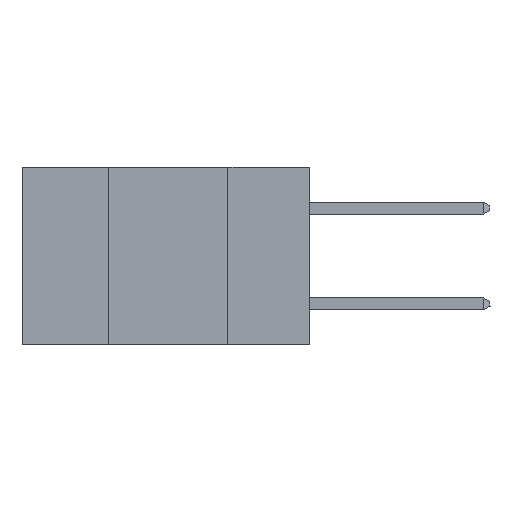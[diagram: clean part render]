
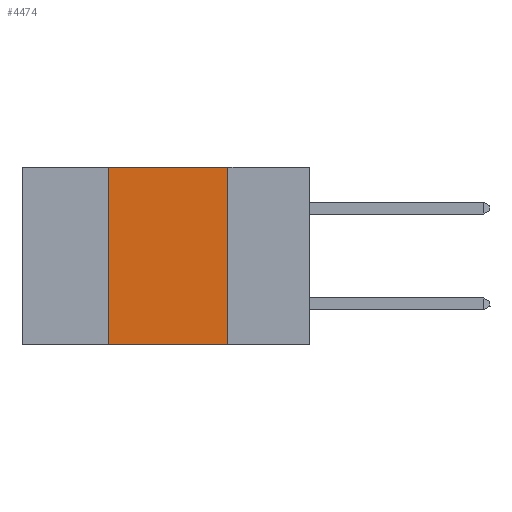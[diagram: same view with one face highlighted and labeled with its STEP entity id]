
A CAD part, left-side view. The second image highlights one B-rep face of the part: STEP entity #4474.
In plain terms, the highlighted planar face has unit normal (-1, 0, 0).
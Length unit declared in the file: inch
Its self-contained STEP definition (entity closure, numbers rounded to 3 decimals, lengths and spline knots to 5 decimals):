
#1297 = DIRECTION ( 'NONE',  ( 0., -1., 0. ) ) ;
#1559 = CARTESIAN_POINT ( 'NONE',  ( 0., 0.42, -0.37 ) ) ;
#1628 = VECTOR ( 'NONE', #1297, 39.37008 ) ;
#1909 = VERTEX_POINT ( 'NONE', #10580 ) ;
#2278 = CARTESIAN_POINT ( 'NONE',  ( 0., 0.17, 0. ) ) ;
#2828 = EDGE_CURVE ( 'NONE', #6452, #1909, #13117, .T. ) ;
#2939 = ORIENTED_EDGE ( 'NONE', *, *, #15267, .T. ) ;
#3620 = ORIENTED_EDGE ( 'NONE', *, *, #2828, .F. ) ;
#4474 = ADVANCED_FACE ( 'NONE', ( #17291 ), #16619, .F. ) ;
#4516 = VECTOR ( 'NONE', #21014, 39.37008 ) ;
#5601 = DIRECTION ( 'NONE',  ( 0., 0., 1. ) ) ;
#6133 = CARTESIAN_POINT ( 'NONE',  ( 0., 0.6, 0. ) ) ;
#6452 = VERTEX_POINT ( 'NONE', #1559 ) ;
#7624 = CARTESIAN_POINT ( 'NONE',  ( 0., 0.42, 0. ) ) ;
#8290 = ORIENTED_EDGE ( 'NONE', *, *, #8781, .F. ) ;
#8781 = EDGE_CURVE ( 'NONE', #15061, #16497, #17956, .T. ) ;
#9956 = LINE ( 'NONE', #19242, #17846 ) ;
#10318 = DIRECTION ( 'NONE',  ( 0., 0., -1. ) ) ;
#10580 = CARTESIAN_POINT ( 'NONE',  ( 0., 0.42, 0. ) ) ;
#12187 = AXIS2_PLACEMENT_3D ( 'NONE', #6133, #22891, #10318 ) ;
#13117 = LINE ( 'NONE', #7624, #21703 ) ;
#15061 = VERTEX_POINT ( 'NONE', #24092 ) ;
#15246 = DIRECTION ( 'NONE',  ( 0., -1., 0. ) ) ;
#15267 = EDGE_CURVE ( 'NONE', #6452, #16497, #26992, .T. ) ;
#15402 = CARTESIAN_POINT ( 'NONE',  ( 0., 0.17, -0.37 ) ) ;
#16497 = VERTEX_POINT ( 'NONE', #15402 ) ;
#16619 = PLANE ( 'NONE',  #12187 ) ;
#17263 = ORIENTED_EDGE ( 'NONE', *, *, #18974, .F. ) ;
#17291 = FACE_OUTER_BOUND ( 'NONE', #18784, .T. ) ;
#17846 = VECTOR ( 'NONE', #15246, 39.37008 ) ;
#17956 = LINE ( 'NONE', #2278, #4516 ) ;
#18378 = CARTESIAN_POINT ( 'NONE',  ( 0., 0.6, -0.37 ) ) ;
#18784 = EDGE_LOOP ( 'NONE', ( #8290, #17263, #3620, #2939 ) ) ;
#18974 = EDGE_CURVE ( 'NONE', #1909, #15061, #9956, .T. ) ;
#19242 = CARTESIAN_POINT ( 'NONE',  ( 0., 0.6, 0. ) ) ;
#21014 = DIRECTION ( 'NONE',  ( 0., 0., -1. ) ) ;
#21703 = VECTOR ( 'NONE', #5601, 39.37008 ) ;
#22891 = DIRECTION ( 'NONE',  ( 1., 0., 0. ) ) ;
#24092 = CARTESIAN_POINT ( 'NONE',  ( 0., 0.17, 0. ) ) ;
#26992 = LINE ( 'NONE', #18378, #1628 ) ;
